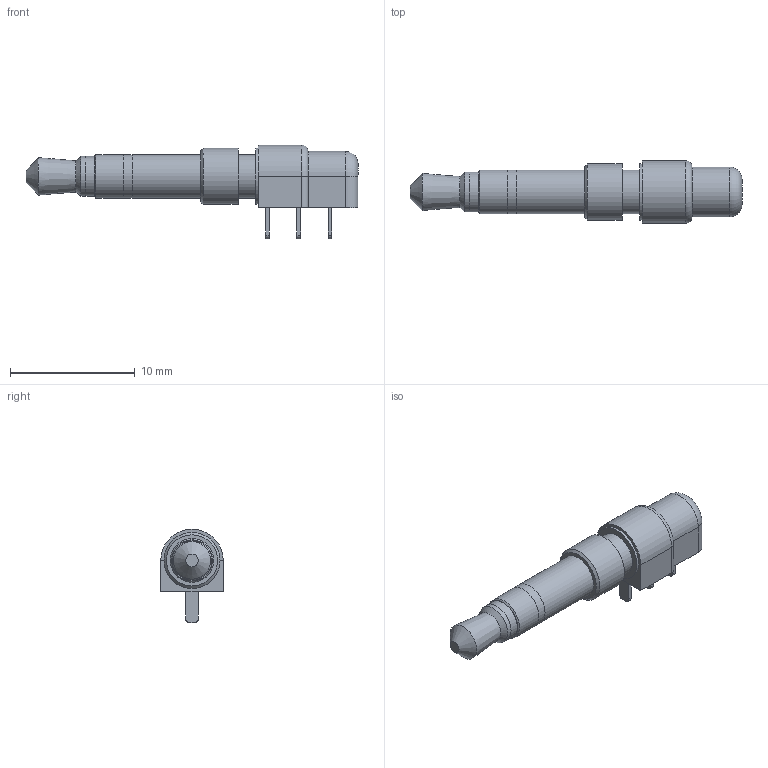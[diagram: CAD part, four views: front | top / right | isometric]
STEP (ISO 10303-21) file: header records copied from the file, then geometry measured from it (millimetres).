
FILE_DESCRIPTION( ( '' ), ' ' );
FILE_NAME( '5a82df52af838f0c756c414b.step', '2018-02-13T12:51:30', ( '' ), ( '' ), ' ', ' ', ' ' );
FILE_SCHEMA( ( 'AUTOMOTIVE_DESIGN { 1 0 10303 214 1 1 1 1 }' ) );
Length unit declared in the file: metre
Products named in the file (10): Open CASCADE STEP translator 6.8 1
Bounding box: 26.6 x 5 x 7.5 mm (x, y, z)
Volume: 332.2 mm3; surface area: 570.7 mm2
Topology: 10 solids, 10 shells, 69 faces, 137 edges, 91 vertices
Faces by surface type: plane 42, cylinder 20, cone 5, torus 2
Full cylindrical faces by diameter (mm): 3.2 x2, 3.5 x4, 4.5 x2
Entity records: 2950 total; most frequent: DIRECTION 328, CARTESIAN_POINT 286, ORIENTED_EDGE 240, STYLED_ITEM 189, PRESENTATION_STYLE_ASSIGNMENT 189, COLOUR_RGB 189, AXIS2_PLACEMENT_3D 129, EDGE_CURVE 120
